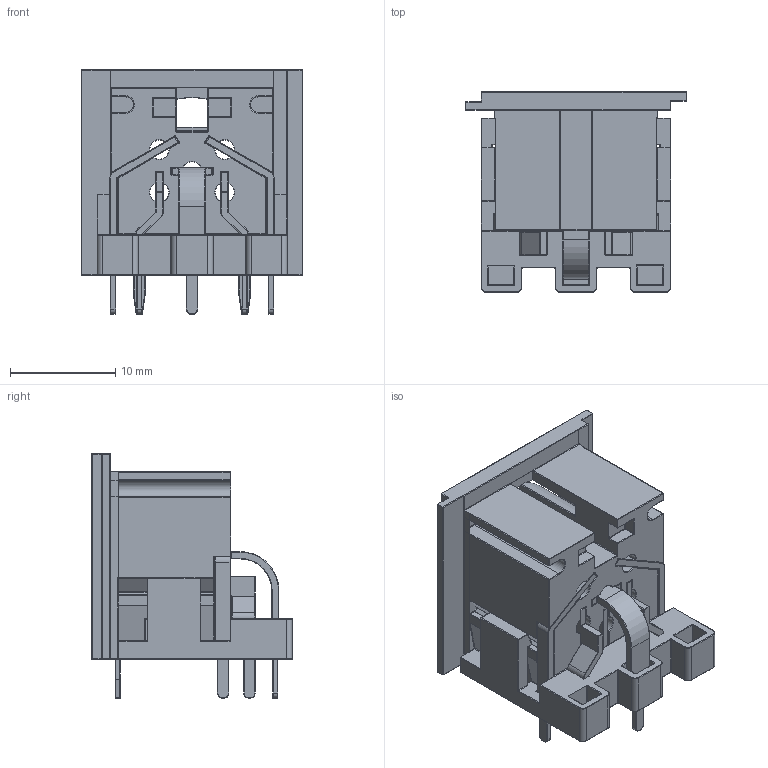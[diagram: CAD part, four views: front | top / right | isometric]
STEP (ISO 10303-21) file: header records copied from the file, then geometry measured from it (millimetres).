
FILE_DESCRIPTION(/* description */ ('DIN 45322 Circular Connector'),/* implementation_level */ '2;1');
FILE_NAME(/* name */ 'DIN 45322 Circular Connector.stp',/* time_stamp */ '2019-09-25T17:04:49+02:00',/* author */ ('PCB-Tech'),/* organization */ (''),/* preprocessor_version */ 'ST-DEVELOPER v17.2',/* originating_system */ 'Autodesk Inventor 2019',/* authorisation */ '');
FILE_SCHEMA (('AUTOMOTIVE_DESIGN { 1 0 10303 214 3 1 1 }'));
Products named in the file (1): DIN 45322 Circular Connector
Bounding box: 21 x 19 x 23.2 mm (x, y, z)
Volume: 3343.4 mm3; surface area: 4582.4 mm2
Topology: 1 solids, 1 shells, 2129 faces, 5061 edges, 2886 vertices
Faces by surface type: cylinder 853, plane 576, torus 329, sphere 197, bspline 174
Full cylindrical faces by diameter (mm): 4 x1, 5 x1, 14 x1
Entity records: 66005 total; most frequent: CARTESIAN_POINT 14708, DIRECTION 10754, ORIENTED_EDGE 10108, EDGE_CURVE 5054, AXIS2_PLACEMENT_3D 4112, VERTEX_POINT 2886, LINE 2530, VECTOR 2530
